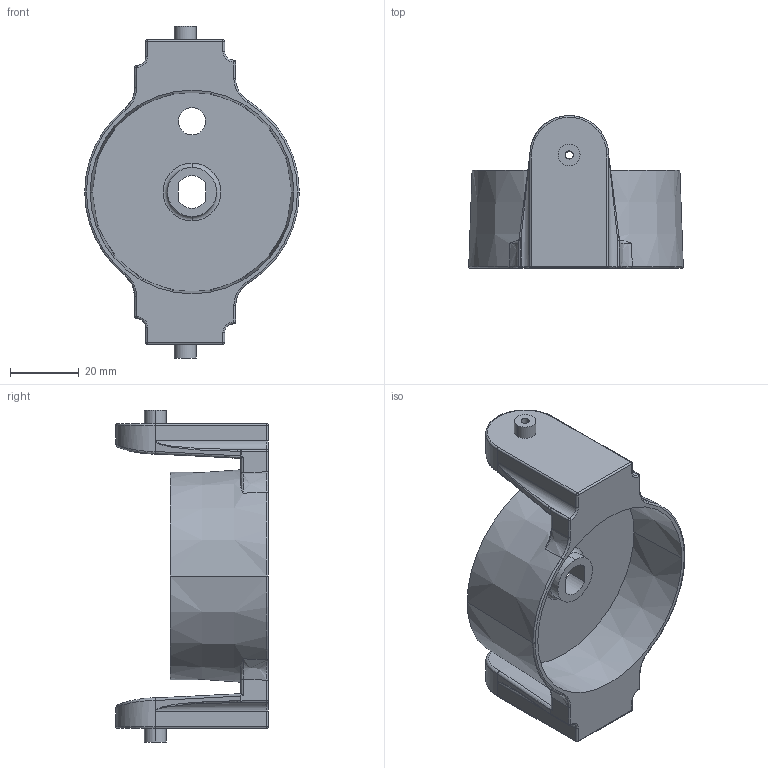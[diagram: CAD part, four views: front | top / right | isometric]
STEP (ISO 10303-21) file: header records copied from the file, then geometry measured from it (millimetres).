
FILE_DESCRIPTION(('produced by SPATIAL CORP'),'2;1');
FILE_NAME( 'rotor.prt.hh.sat.stp', '2002-04-19T13:31:06+00:00',('SPATIAL CORP'),('SPATIAL CORP'), 'ACIS STEP Husk','http://www.spatial.com','SPATIAL CORP');
FILE_SCHEMA(('CONFIG_CONTROL_DESIGN'));
Length unit declared in the file: millimetre
Products named in the file (1): PRODUCT_ID_1
Bounding box: 62.57 x 44.45 x 96.84 mm (x, y, z)
Volume: 30274.2 mm3; surface area: 23108.7 mm2
Topology: 1 solids, 1 shells, 137 faces, 330 edges, 191 vertices
Faces by surface type: cylinder 55, plane 29, bspline 23, torus 16, sphere 8, cone 6
Entity records: 22561 total; most frequent: CARTESIAN_POINT 19599, ORIENTED_EDGE 642, DIRECTION 535, EDGE_CURVE 321, AXIS2_PLACEMENT_3D 213, VERTEX_POINT 191, EDGE_LOOP 150, FACE_BOUND 150
